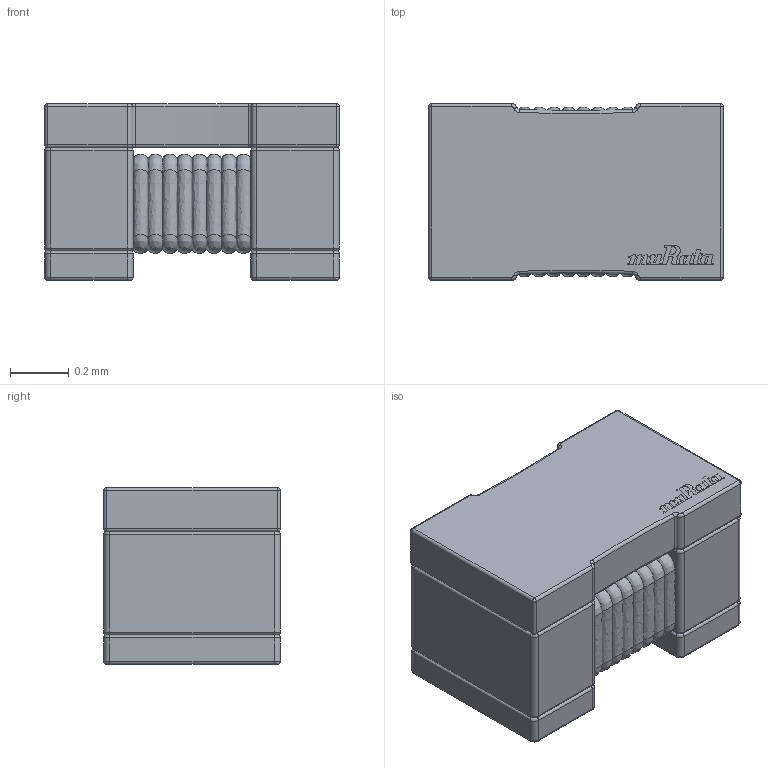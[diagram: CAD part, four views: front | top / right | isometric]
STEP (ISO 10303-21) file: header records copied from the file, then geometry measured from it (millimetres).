
FILE_DESCRIPTION(/* description */ (''),/* implementation_level */ '2;1');
FILE_NAME(/* name */ 'Murata 0402 (1005 Metric) Wire WoundFerrita Core Inductor.stp',/* time_stamp */ '2020-09-08T23:39:35-04:00',/* author */ ('Julio Mora'),/* organization */ (''),/* preprocessor_version */ 'ST-DEVELOPER v18.1',/* originating_system */ 'Autodesk Inventor 2021',/* authorisation */ '');
FILE_SCHEMA (('AUTOMOTIVE_DESIGN { 1 0 10303 214 3 1 1 }'));
Length unit declared in the file: inch
Products named in the file (7): Murata 0402 (1005 Metric) Wire WoundFerrita Core Inductor; Base; Vert; Top; core; Coil Inductor; Murata
Assembly tree (6 placements, depth 2):
  Murata 0402 (1005 Metric) Wire WoundFerrita Core Inductor
    Base
    Vert
    Top
    core
    Coil Inductor
    Murata
Bounding box: 1 x 0.6 x 0.6 mm (x, y, z)
Volume: 0.3 mm3; surface area: 7.2 mm2
Topology: 15 solids, 15 shells, 433 faces, 1097 edges, 678 vertices
Faces by surface type: bspline 160, cylinder 147, plane 106, torus 12, sphere 8
Entity records: 15725 total; most frequent: CARTESIAN_POINT 4677, DIRECTION 2279, ORIENTED_EDGE 2194, EDGE_CURVE 1097, AXIS2_PLACEMENT_3D 900, VERTEX_POINT 678, CIRCLE 614, LINE 479
